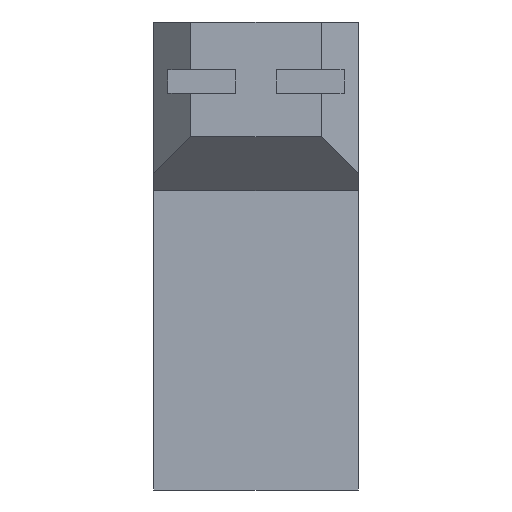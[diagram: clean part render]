
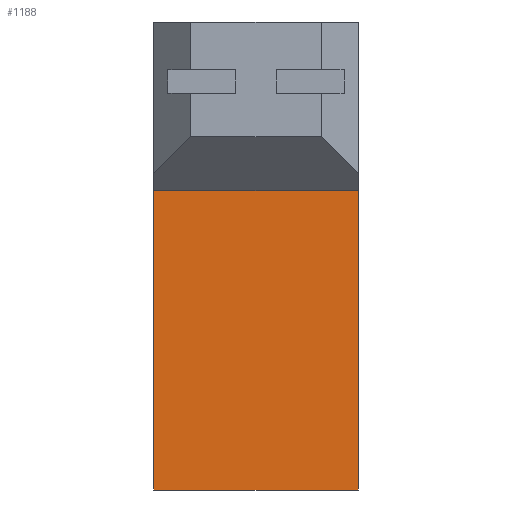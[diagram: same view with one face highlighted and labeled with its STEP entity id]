
A CAD part, front view. The second image highlights one B-rep face of the part: STEP entity #1188.
In plain terms, the highlighted planar face has unit normal (0, -1, 0).
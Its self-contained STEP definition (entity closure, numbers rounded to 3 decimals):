
#160=FACE_OUTER_BOUND('',#228,.T.);
#228=EDGE_LOOP('',(#1074,#1075,#1076,#1077));
#241=LINE('',#1655,#357);
#275=LINE('',#1793,#391);
#338=LINE('',#2017,#454);
#344=LINE('',#2079,#460);
#357=VECTOR('',#1327,10.);
#391=VECTOR('',#1417,10.);
#454=VECTOR('',#1576,10.);
#460=VECTOR('',#1610,10.);
#474=VERTEX_POINT('',#1652);
#475=VERTEX_POINT('',#1654);
#534=VERTEX_POINT('',#1790);
#535=VERTEX_POINT('',#1792);
#589=EDGE_CURVE('',#475,#474,#241,.T.);
#651=EDGE_CURVE('',#534,#535,#275,.T.);
#732=EDGE_CURVE('',#535,#474,#338,.T.);
#746=EDGE_CURVE('',#475,#534,#344,.T.);
#1074=ORIENTED_EDGE('',*,*,#746,.F.);
#1075=ORIENTED_EDGE('',*,*,#589,.T.);
#1076=ORIENTED_EDGE('',*,*,#732,.F.);
#1077=ORIENTED_EDGE('',*,*,#651,.F.);
#1127=PLANE('',#1304);
#1188=ADVANCED_FACE('',(#160),#1127,.T.);
#1304=AXIS2_PLACEMENT_3D('',#2085,#1619,#1620);
#1327=DIRECTION('',(0.,0.,1.));
#1417=DIRECTION('',(0.,0.,1.));
#1576=DIRECTION('',(1.,0.,0.));
#1610=DIRECTION('',(-1.,0.,0.));
#1619=DIRECTION('center_axis',(0.,-1.,0.));
#1620=DIRECTION('ref_axis',(0.,0.,-1.));
#1652=CARTESIAN_POINT('',(8.6,-23.,-15.627));
#1654=CARTESIAN_POINT('',(8.6,-23.,-40.765));
#1655=CARTESIAN_POINT('',(8.6,-23.,-33.964));
#1790=CARTESIAN_POINT('',(-8.6,-23.,-40.765));
#1792=CARTESIAN_POINT('',(-8.6,-23.,-15.627));
#1793=CARTESIAN_POINT('',(-8.6,-23.,-33.964));
#2017=CARTESIAN_POINT('',(-4.3,-23.,-15.627));
#2079=CARTESIAN_POINT('',(8.6,-23.,-40.765));
#2085=CARTESIAN_POINT('Origin',(0.,-23.,-8.947));
